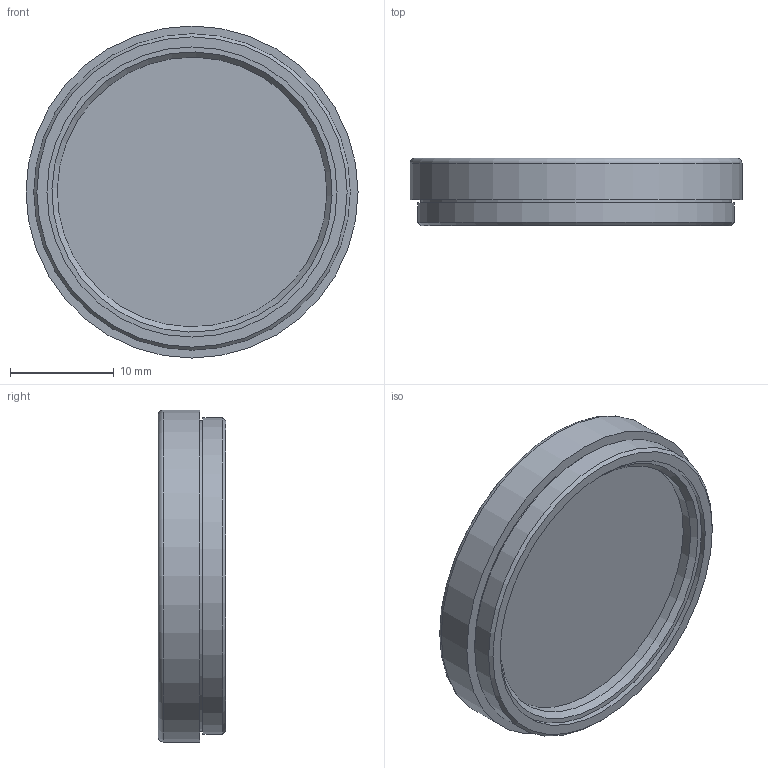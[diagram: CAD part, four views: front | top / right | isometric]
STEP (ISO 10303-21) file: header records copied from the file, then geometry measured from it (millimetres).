
FILE_DESCRIPTION(/* description */ (''),/* implementation_level */ '2;1');
FILE_NAME(/* name */ 'Farbfilter_Gelb_M30,5x0,5.stp',/* time_stamp */ '2021-05-21T10:50:01+02:00',/* author */ (''),/* organization */ (''),/* preprocessor_version */ 'ST-DEVELOPER v16.5',/* originating_system */ 'Autodesk Inventor 2017',/* authorisation */ '');
FILE_SCHEMA (('AUTOMOTIVE_DESIGN { 1 0 10303 214 3 1 1 }'));
Length unit declared in the file: millimetre
Products named in the file (1): Farbfilter_Gelb_M30,5x0,5
Bounding box: 32 x 6.5 x 32 mm (x, y, z)
Volume: 2185.9 mm3; surface area: 3132.2 mm2
Topology: 1 solids, 2 shells, 31 faces, 50 edges, 32 vertices
Faces by surface type: plane 13, cylinder 12, cone 5, torus 1
Full cylindrical faces by diameter (mm): 26 x1, 26.2 x1, 27.7 x1, 27.96 x2, 28 x1, 28.56 x1, 29.9 x1, 29.96 x1, 30.5 x1, 30.56 x1, 32 x1
Entity records: 691 total; most frequent: DIRECTION 124, CARTESIAN_POINT 92, AXIS2_PLACEMENT_3D 62, EDGE_LOOP 60, ORIENTED_EDGE 60, STYLED_ITEM 32, FACE_OUTER_BOUND 31, ADVANCED_FACE 31
